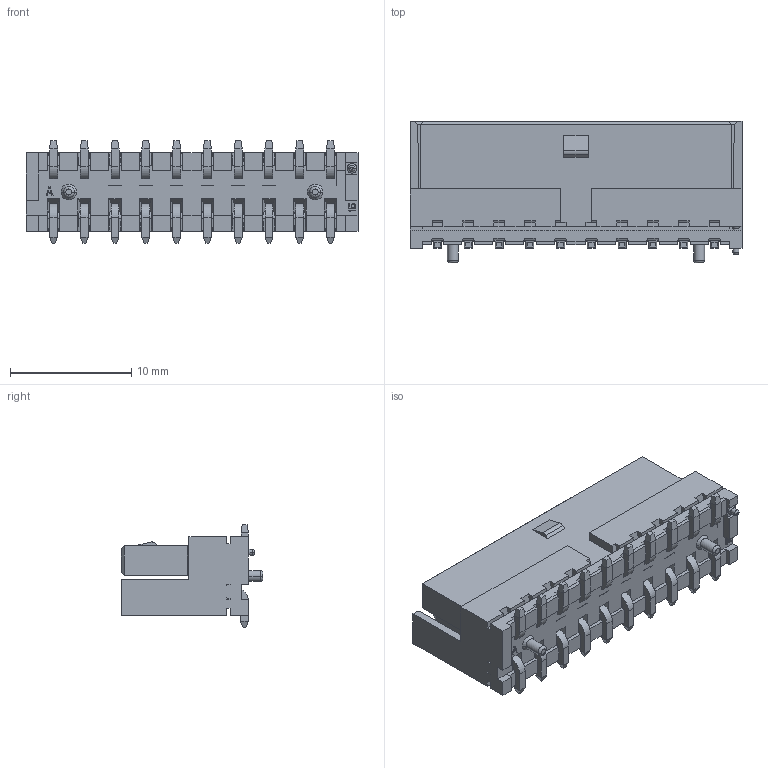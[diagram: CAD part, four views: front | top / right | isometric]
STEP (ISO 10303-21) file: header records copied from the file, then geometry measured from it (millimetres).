
FILE_DESCRIPTION( ('This file contains a STEP AP42 implementation' ,'as created by ZW3D STEP Interface translator.') ,'2;1' );
FILE_NAME( '3701-AXXX-XXXMXXX01.stp' ,'231228.164658', (''), ('ZWCAD Software Co.'), 'Version 1.0', 'ZW3D to STEP translator', '' );
FILE_SCHEMA(('AUTOMOTIVE_DESIGN { 1 0 10303 214 1 1 1 1 }'));
Length unit declared in the file: millimetre
Products named in the file (2): 0; 3701-AXXX-XXXMXXX01
Bounding box: 27.4 x 11.7 x 8.5 mm (x, y, z)
Volume: 1179.5 mm3; surface area: 2309 mm2
Topology: 33 solids, 33 shells, 1442 faces, 3716 edges, 2312 vertices
Faces by surface type: plane 1312, cylinder 102, cone 12, bspline 8, torus 8
Entity records: 44536 total; most frequent: CARTESIAN_POINT 8097, ORIENTED_EDGE 7440, DIRECTION 6731, EDGE_CURVE 3716, VECTOR 3439, LINE 3439, VERTEX_POINT 2312, AXIS2_PLACEMENT_3D 1646
